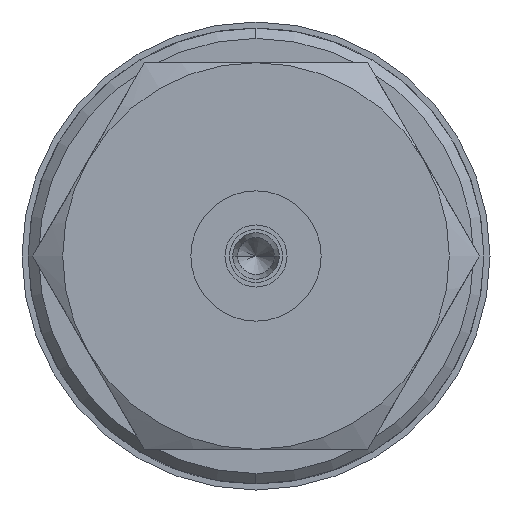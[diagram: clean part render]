
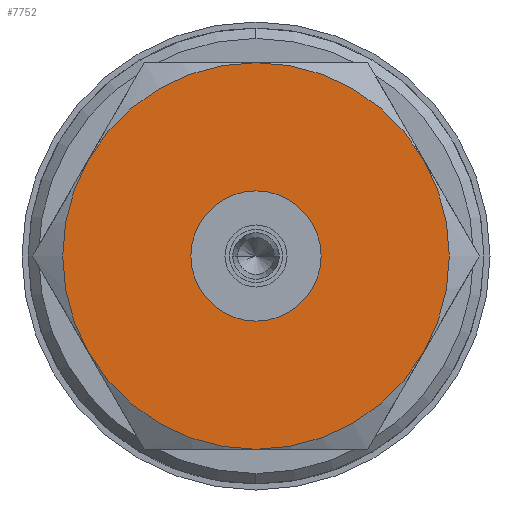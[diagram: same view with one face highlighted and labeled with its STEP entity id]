
A CAD part, left-side view. The second image highlights one B-rep face of the part: STEP entity #7752.
In plain terms, the highlighted planar face has unit normal (-1, 0, 0).
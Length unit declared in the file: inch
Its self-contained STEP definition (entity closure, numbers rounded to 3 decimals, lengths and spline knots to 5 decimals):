
#10 = FACE_OUTER_BOUND ( 'NONE', #5138, .T. ) ;
#241 = ORIENTED_EDGE ( 'NONE', *, *, #6618, .T. ) ;
#248 = VERTEX_POINT ( 'NONE', #5877 ) ;
#336 = CARTESIAN_POINT ( 'NONE',  ( 0., 0., -0.187 ) ) ;
#432 = DIRECTION ( 'NONE',  ( -1., 0., 0. ) ) ;
#750 = DIRECTION ( 'NONE',  ( 1., 0., 0. ) ) ;
#854 = DIRECTION ( 'NONE',  ( -1., 0., 0. ) ) ;
#1239 = CARTESIAN_POINT ( 'NONE',  ( 0., 0., 0. ) ) ;
#1500 = CARTESIAN_POINT ( 'NONE',  ( 0., 0., 0. ) ) ;
#1759 = CIRCLE ( 'NONE', #3533, 0.187 ) ;
#1802 = EDGE_CURVE ( 'NONE', #248, #4653, #7303, .T. ) ;
#1955 = CARTESIAN_POINT ( 'NONE',  ( 0., 0., 0. ) ) ;
#1977 = CARTESIAN_POINT ( 'NONE',  ( 0., 0., -0.06299 ) ) ;
#1992 = AXIS2_PLACEMENT_3D ( 'NONE', #4944, #750, #4168 ) ;
#2010 = CARTESIAN_POINT ( 'NONE',  ( 0., 0.16195, 0.0935 ) ) ;
#2183 = AXIS2_PLACEMENT_3D ( 'NONE', #2418, #432, #4546 ) ;
#2374 = DIRECTION ( 'NONE',  ( 1., 0., 0. ) ) ;
#2418 = CARTESIAN_POINT ( 'NONE',  ( 0., 0., 0. ) ) ;
#2687 = DIRECTION ( 'NONE',  ( 0., 0., -1. ) ) ;
#2784 = FACE_BOUND ( 'NONE', #7108, .T. ) ;
#3050 = CIRCLE ( 'NONE', #7492, 0.187 ) ;
#3180 = CARTESIAN_POINT ( 'NONE',  ( 0., 0., 0.187 ) ) ;
#3220 = ORIENTED_EDGE ( 'NONE', *, *, #5775, .F. ) ;
#3329 = ORIENTED_EDGE ( 'NONE', *, *, #1802, .F. ) ;
#3527 = CIRCLE ( 'NONE', #7665, 0.187 ) ;
#3533 = AXIS2_PLACEMENT_3D ( 'NONE', #4581, #7420, #3903 ) ;
#3668 = EDGE_CURVE ( 'NONE', #8076, #248, #3050, .T. ) ;
#3718 = DIRECTION ( 'NONE',  ( -1., 0., 0. ) ) ;
#3903 = DIRECTION ( 'NONE',  ( 0., 0., -1. ) ) ;
#4084 = AXIS2_PLACEMENT_3D ( 'NONE', #7779, #4257, #4204 ) ;
#4114 = DIRECTION ( 'NONE',  ( 1., 0., 0. ) ) ;
#4168 = DIRECTION ( 'NONE',  ( 0., 0., -1. ) ) ;
#4204 = DIRECTION ( 'NONE',  ( 0., 0., -1. ) ) ;
#4234 = ORIENTED_EDGE ( 'NONE', *, *, #3668, .F. ) ;
#4257 = DIRECTION ( 'NONE',  ( 1., 0., 0. ) ) ;
#4358 = ORIENTED_EDGE ( 'NONE', *, *, #5036, .F. ) ;
#4364 = EDGE_CURVE ( 'NONE', #6539, #6441, #8375, .T. ) ;
#4540 = DIRECTION ( 'NONE',  ( 0., 0., -1. ) ) ;
#4546 = DIRECTION ( 'NONE',  ( 0., 0., 1. ) ) ;
#4553 = VERTEX_POINT ( 'NONE', #2010 ) ;
#4564 = CARTESIAN_POINT ( 'NONE',  ( 0., 0., 0.06299 ) ) ;
#4581 = CARTESIAN_POINT ( 'NONE',  ( 0., 0., 0. ) ) ;
#4653 = VERTEX_POINT ( 'NONE', #8546 ) ;
#4759 = DIRECTION ( 'NONE',  ( 1., 0., 0. ) ) ;
#4904 = EDGE_CURVE ( 'NONE', #8981, #4553, #5548, .T. ) ;
#4944 = CARTESIAN_POINT ( 'NONE',  ( 0., 0., 0. ) ) ;
#5036 = EDGE_CURVE ( 'NONE', #4653, #6875, #8992, .T. ) ;
#5138 = EDGE_LOOP ( 'NONE', ( #7103, #4358, #3329, #4234, #241, #8271 ) ) ;
#5548 = CIRCLE ( 'NONE', #6745, 0.187 ) ;
#5751 = AXIS2_PLACEMENT_3D ( 'NONE', #1955, #4114, #2687 ) ;
#5775 = EDGE_CURVE ( 'NONE', #6441, #6539, #6759, .T. ) ;
#5803 = DIRECTION ( 'NONE',  ( 0., 0., 1. ) ) ;
#5877 = CARTESIAN_POINT ( 'NONE',  ( 0., -0.16195, 0.0935 ) ) ;
#6053 = ORIENTED_EDGE ( 'NONE', *, *, #4364, .F. ) ;
#6102 = CARTESIAN_POINT ( 'NONE',  ( 0., 0., 0. ) ) ;
#6139 = CARTESIAN_POINT ( 'NONE',  ( 0., 0.16195, -0.0935 ) ) ;
#6441 = VERTEX_POINT ( 'NONE', #4564 ) ;
#6539 = VERTEX_POINT ( 'NONE', #1977 ) ;
#6591 = CARTESIAN_POINT ( 'NONE',  ( 0., 0., 0. ) ) ;
#6618 = EDGE_CURVE ( 'NONE', #8076, #4553, #3527, .T. ) ;
#6737 = AXIS2_PLACEMENT_3D ( 'NONE', #6591, #854, #5803 ) ;
#6745 = AXIS2_PLACEMENT_3D ( 'NONE', #6102, #4759, #7511 ) ;
#6759 = CIRCLE ( 'NONE', #2183, 0.06299 ) ;
#6875 = VERTEX_POINT ( 'NONE', #336 ) ;
#6918 = EDGE_CURVE ( 'NONE', #6875, #8981, #1759, .T. ) ;
#7103 = ORIENTED_EDGE ( 'NONE', *, *, #6918, .F. ) ;
#7108 = EDGE_LOOP ( 'NONE', ( #3220, #6053 ) ) ;
#7303 = CIRCLE ( 'NONE', #1992, 0.187 ) ;
#7420 = DIRECTION ( 'NONE',  ( 1., 0., 0. ) ) ;
#7492 = AXIS2_PLACEMENT_3D ( 'NONE', #1239, #2374, #4540 ) ;
#7511 = DIRECTION ( 'NONE',  ( 0., 0., -1. ) ) ;
#7665 = AXIS2_PLACEMENT_3D ( 'NONE', #1500, #3718, #8493 ) ;
#7752 = ADVANCED_FACE ( 'NONE', ( #2784, #10 ), #9058, .F. ) ;
#7779 = CARTESIAN_POINT ( 'NONE',  ( 0., 0., 0. ) ) ;
#8076 = VERTEX_POINT ( 'NONE', #3180 ) ;
#8271 = ORIENTED_EDGE ( 'NONE', *, *, #4904, .F. ) ;
#8375 = CIRCLE ( 'NONE', #6737, 0.06299 ) ;
#8493 = DIRECTION ( 'NONE',  ( 0., 0., 1. ) ) ;
#8546 = CARTESIAN_POINT ( 'NONE',  ( 0., -0.16195, -0.0935 ) ) ;
#8981 = VERTEX_POINT ( 'NONE', #6139 ) ;
#8992 = CIRCLE ( 'NONE', #4084, 0.187 ) ;
#9058 = PLANE ( 'NONE',  #5751 ) ;
